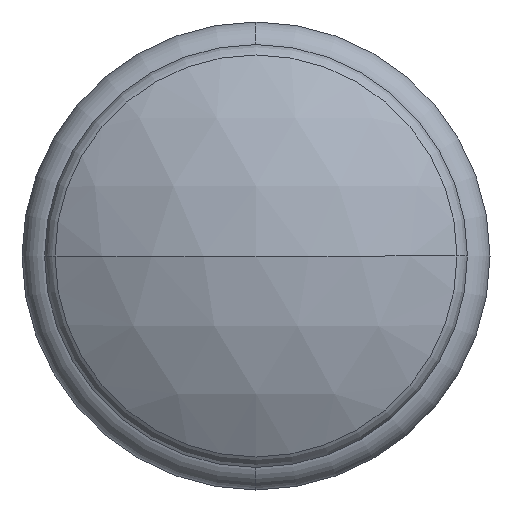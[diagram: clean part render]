
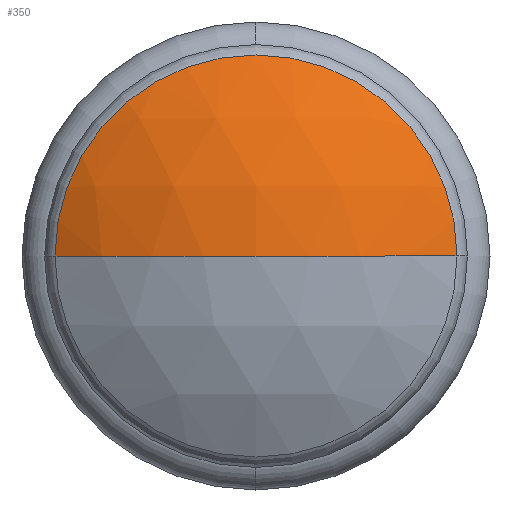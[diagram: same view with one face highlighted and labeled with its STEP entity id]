
A CAD part, left-side view. The second image highlights one B-rep face of the part: STEP entity #350.
In plain terms, the highlighted spherical face has radius 4.454 mm.
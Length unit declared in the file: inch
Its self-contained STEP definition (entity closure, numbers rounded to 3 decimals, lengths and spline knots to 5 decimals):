
#68 = EDGE_CURVE ( 'NONE', #994, #569, #1040, .T. ) ;
#112 = EDGE_CURVE ( 'NONE', #1454, #569, #207, .T. ) ;
#144 = CARTESIAN_POINT ( 'NONE',  ( -0.14932, -0.09193, 0. ) ) ;
#207 = CIRCLE ( 'NONE', #1629, 0.09193 ) ;
#296 = DIRECTION ( 'NONE',  ( -1., 0., 0. ) ) ;
#313 = DIRECTION ( 'NONE',  ( 0., 0., -1. ) ) ;
#317 = CARTESIAN_POINT ( 'NONE',  ( 0., 0., 0. ) ) ;
#337 = ORIENTED_EDGE ( 'NONE', *, *, #112, .F. ) ;
#350 = ADVANCED_FACE ( 'NONE', ( #1996 ), #1517, .T. ) ;
#423 = DIRECTION ( 'NONE',  ( 1., 0., 0. ) ) ;
#431 = EDGE_CURVE ( 'NONE', #994, #1454, #1462, .T. ) ;
#538 = DIRECTION ( 'NONE',  ( 0., 0., 1. ) ) ;
#569 = VERTEX_POINT ( 'NONE', #144 ) ;
#994 = VERTEX_POINT ( 'NONE', #1063 ) ;
#1000 = DIRECTION ( 'NONE',  ( 0., -1., 0. ) ) ;
#1032 = DIRECTION ( 'NONE',  ( 0., 1., 0. ) ) ;
#1040 = CIRCLE ( 'NONE', #1414, 0.17535 ) ;
#1063 = CARTESIAN_POINT ( 'NONE',  ( -0.17535, 0., 0. ) ) ;
#1158 = CARTESIAN_POINT ( 'NONE',  ( -0.14932, 0., 0. ) ) ;
#1166 = AXIS2_PLACEMENT_3D ( 'NONE', #1426, #538, #1032 ) ;
#1349 = DIRECTION ( 'NONE',  ( 0., 1., 0. ) ) ;
#1414 = AXIS2_PLACEMENT_3D ( 'NONE', #1675, #1616, #1000 ) ;
#1426 = CARTESIAN_POINT ( 'NONE',  ( 0., 0., 0. ) ) ;
#1454 = VERTEX_POINT ( 'NONE', #1676 ) ;
#1462 = CIRCLE ( 'NONE', #1589, 0.17535 ) ;
#1485 = EDGE_LOOP ( 'NONE', ( #1977, #1545, #337 ) ) ;
#1517 = SPHERICAL_SURFACE ( 'NONE', #1166, 0.17535 ) ;
#1545 = ORIENTED_EDGE ( 'NONE', *, *, #68, .T. ) ;
#1589 = AXIS2_PLACEMENT_3D ( 'NONE', #317, #313, #296 ) ;
#1616 = DIRECTION ( 'NONE',  ( 0., 0., 1. ) ) ;
#1629 = AXIS2_PLACEMENT_3D ( 'NONE', #1158, #423, #1349 ) ;
#1675 = CARTESIAN_POINT ( 'NONE',  ( 0., 0., 0. ) ) ;
#1676 = CARTESIAN_POINT ( 'NONE',  ( -0.14932, 0.09193, 0. ) ) ;
#1977 = ORIENTED_EDGE ( 'NONE', *, *, #431, .F. ) ;
#1996 = FACE_OUTER_BOUND ( 'NONE', #1485, .T. ) ;
